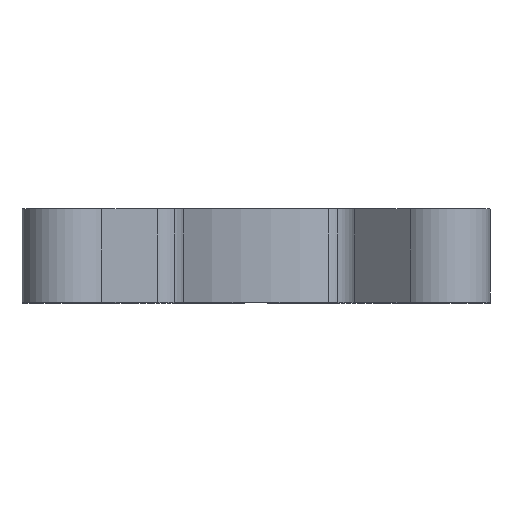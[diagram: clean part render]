
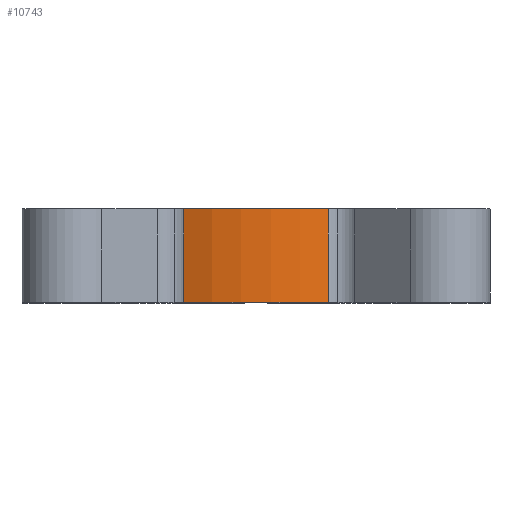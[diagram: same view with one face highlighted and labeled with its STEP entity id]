
A CAD part, top view. The second image highlights one B-rep face of the part: STEP entity #10743.
In plain terms, the highlighted cylindrical face has radius 15 mm (diameter 30 mm), a partial arc.
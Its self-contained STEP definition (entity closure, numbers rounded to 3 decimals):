
#106 = FACE_OUTER_BOUND ( 'NONE', #4121, .T. ) ;
#1118 = ORIENTED_EDGE ( 'NONE', *, *, #7314, .T. ) ;
#1838 = CARTESIAN_POINT ( 'NONE',  ( -6.181, 0., 13.668 ) ) ;
#2510 = CARTESIAN_POINT ( 'NONE',  ( 0., 8., 0. ) ) ;
#2601 = CARTESIAN_POINT ( 'NONE',  ( 0., 8., 0. ) ) ;
#3008 = CIRCLE ( 'NONE', #4013, 15. ) ;
#3217 = DIRECTION ( 'NONE',  ( 0., 1., 0. ) ) ;
#3302 = LINE ( 'NONE', #9512, #3978 ) ;
#3357 = VERTEX_POINT ( 'NONE', #8855 ) ;
#3699 = LINE ( 'NONE', #9204, #6408 ) ;
#3978 = VECTOR ( 'NONE', #5888, 1000. ) ;
#4013 = AXIS2_PLACEMENT_3D ( 'NONE', #2601, #6214, #7016 ) ;
#4121 = EDGE_LOOP ( 'NONE', ( #5178, #1118, #6858, #7193 ) ) ;
#4373 = VERTEX_POINT ( 'NONE', #10955 ) ;
#4942 = CARTESIAN_POINT ( 'NONE',  ( 0., 0., 0. ) ) ;
#5178 = ORIENTED_EDGE ( 'NONE', *, *, #9047, .F. ) ;
#5607 = EDGE_CURVE ( 'NONE', #6821, #4373, #3302, .T. ) ;
#5888 = DIRECTION ( 'NONE',  ( 0., 1., 0. ) ) ;
#5920 = DIRECTION ( 'NONE',  ( 0., 0., 1. ) ) ;
#6214 = DIRECTION ( 'NONE',  ( 0., 1., 0. ) ) ;
#6408 = VECTOR ( 'NONE', #6523, 1000. ) ;
#6488 = EDGE_CURVE ( 'NONE', #10377, #6821, #8784, .T. ) ;
#6523 = DIRECTION ( 'NONE',  ( 0., -1., 0. ) ) ;
#6821 = VERTEX_POINT ( 'NONE', #8998 ) ;
#6858 = ORIENTED_EDGE ( 'NONE', *, *, #6488, .T. ) ;
#7016 = DIRECTION ( 'NONE',  ( 0., 0., 1. ) ) ;
#7081 = CYLINDRICAL_SURFACE ( 'NONE', #7932, 15. ) ;
#7193 = ORIENTED_EDGE ( 'NONE', *, *, #5607, .T. ) ;
#7314 = EDGE_CURVE ( 'NONE', #3357, #10377, #3699, .T. ) ;
#7932 = AXIS2_PLACEMENT_3D ( 'NONE', #2510, #8673, #11271 ) ;
#8673 = DIRECTION ( 'NONE',  ( 0., -1., 0. ) ) ;
#8784 = CIRCLE ( 'NONE', #10218, 15. ) ;
#8855 = CARTESIAN_POINT ( 'NONE',  ( -6.181, 8., 13.668 ) ) ;
#8998 = CARTESIAN_POINT ( 'NONE',  ( 6.181, 0., 13.668 ) ) ;
#9047 = EDGE_CURVE ( 'NONE', #3357, #4373, #3008, .T. ) ;
#9204 = CARTESIAN_POINT ( 'NONE',  ( -6.181, 8., 13.668 ) ) ;
#9512 = CARTESIAN_POINT ( 'NONE',  ( 6.181, 8., 13.668 ) ) ;
#10218 = AXIS2_PLACEMENT_3D ( 'NONE', #4942, #3217, #5920 ) ;
#10377 = VERTEX_POINT ( 'NONE', #1838 ) ;
#10743 = ADVANCED_FACE ( 'NONE', ( #106 ), #7081, .T. ) ;
#10955 = CARTESIAN_POINT ( 'NONE',  ( 6.181, 8., 13.668 ) ) ;
#11271 = DIRECTION ( 'NONE',  ( 0., 0., -1. ) ) ;
